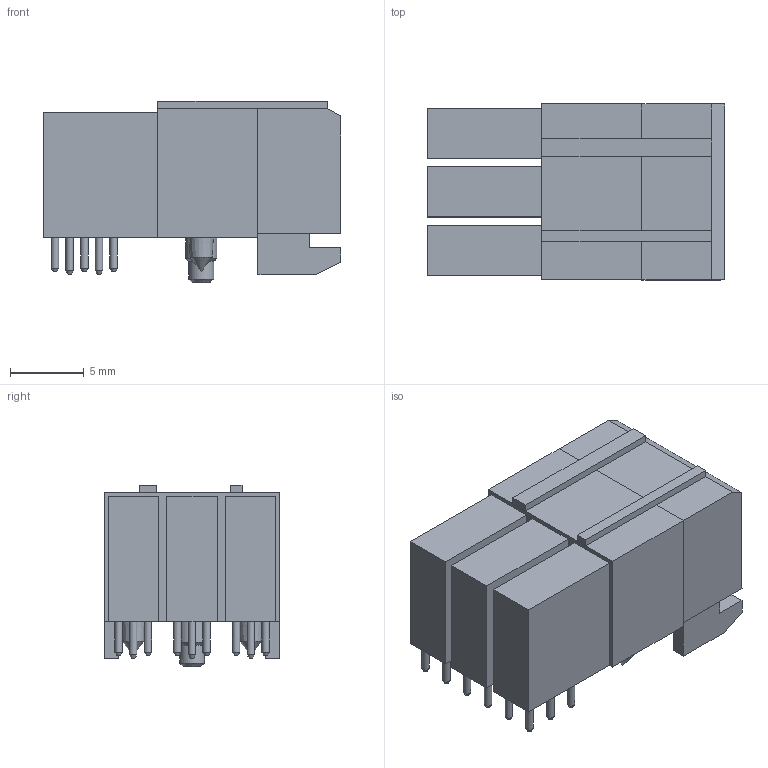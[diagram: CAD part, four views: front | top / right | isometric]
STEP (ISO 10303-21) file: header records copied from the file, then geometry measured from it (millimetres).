
FILE_DESCRIPTION(/* description */ (''),/* implementation_level */ '2;1');
FILE_NAME(/* name */ 'RADIALL_R694252107.stp',/* time_stamp */ '2016-10-27T10:34:06+02:00',/* author */ ('jchouvet'),/* organization */ (''),/* preprocessor_version */ 'ST-DEVELOPER v16.1',/* originating_system */ 'AutoCAD Mechanical',/* authorisation */ '');
FILE_SCHEMA (('AUTOMOTIVE_DESIGN { 1 0 10303 214 3 1 1 }'));
Length unit declared in the file: millimetre
Products named in the file (1): Product
Bounding box: 20.25 x 11.95 x 12.35 mm (x, y, z)
Volume: 1893.7 mm3; surface area: 3352.3 mm2
Topology: 55 solids, 55 shells, 289 faces, 481 edges, 300 vertices
Faces by surface type: plane 154, cylinder 75, cone 60
Full cylindrical faces by diameter (mm): 0.4 x6, 0.5 x6, 0.508 x18, 1.13 x6, 1.7 x1, 2.11 x6, 2.6 x6, 2.7 x6, 3.2 x12
Entity records: 6162 total; most frequent: DIRECTION 1124, CARTESIAN_POINT 1022, ORIENTED_EDGE 698, AXIS2_PLACEMENT_3D 489, EDGE_LOOP 450, EDGE_CURVE 349, VERTEX_POINT 295, FACE_OUTER_BOUND 289
